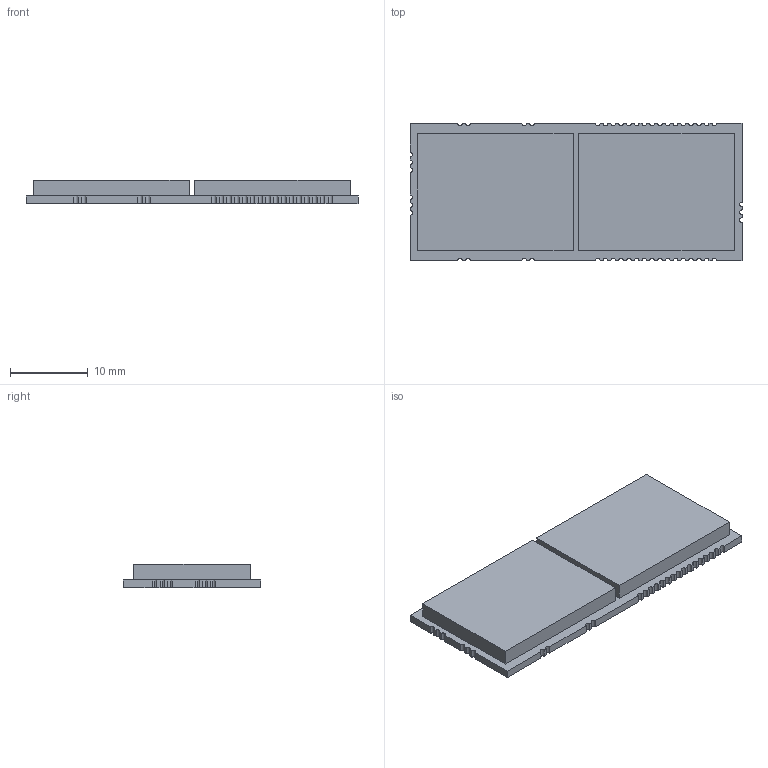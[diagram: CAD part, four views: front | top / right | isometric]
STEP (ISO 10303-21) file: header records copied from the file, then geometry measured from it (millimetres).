
FILE_DESCRIPTION(('FreeCAD Model'),'2;1');
FILE_NAME('L04.step', '2020-08-25T15:53:43',('Author'),(''), 'Open CASCADE STEP processor 7.3','FreeCAD','Unknown');
FILE_SCHEMA(('AUTOMOTIVE_DESIGN { 1 0 10303 214 1 1 1 1 }'));
Length unit declared in the file: millimetre
Products named in the file (8): PCB; Board; Open_CASCADE_STEP_translator_6.8_3.1.1; Open_CASCADE_STEP_translator_6.8_3.1.1.1; Free-Models; 7886601200; Extruded001; 7886601200001
Assembly tree (8 placements, depth 4):
  PCB
    Board
      Open_CASCADE_STEP_translator_6.8_3.1.1
        Open_CASCADE_STEP_translator_6.8_3.1.1.1
    Free-Models
      7886601200
        Extruded001
      7886601200001
        Extruded001
Bounding box: 42.67 x 17.65 x 3 mm (x, y, z)
Volume: 1943.8 mm3; surface area: 3109.7 mm2
Topology: 3 solids, 3 shells, 142 faces, 408 edges, 272 vertices
Faces by surface type: cylinder 75, plane 67
Entity records: 11213 total; most frequent: CARTESIAN_POINT 2497, DIRECTION 1478, LINE 888, VECTOR 888, ORIENTED_EDGE 792, PCURVE 792, DEFINITIONAL_REPRESENTATION 792, EDGE_CURVE 396
